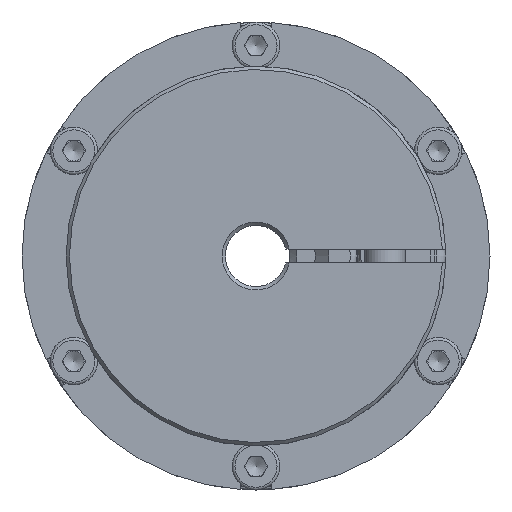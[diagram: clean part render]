
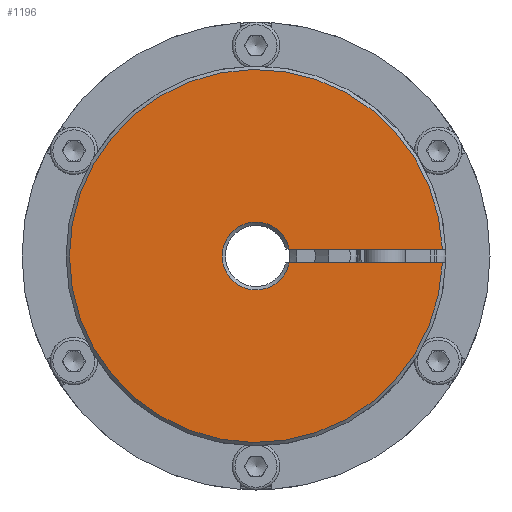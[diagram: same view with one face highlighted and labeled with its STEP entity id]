
A CAD part, left-side view. The second image highlights one B-rep face of the part: STEP entity #1196.
In plain terms, the highlighted planar face has unit normal (-1, 0, 0).
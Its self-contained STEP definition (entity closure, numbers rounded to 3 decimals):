
#1196 = ADVANCED_FACE( '', ( #2624 ), #2625, .T. );
#2624 = FACE_OUTER_BOUND( '', #4175, .T. );
#2625 = PLANE( '', #4176 );
#4175 = EDGE_LOOP( '', ( #7534, #7535, #7536, #7537 ) );
#4176 = AXIS2_PLACEMENT_3D( '', #7538, #7539, #7540 );
#7534 = ORIENTED_EDGE( '', *, *, #9054, .T. );
#7535 = ORIENTED_EDGE( '', *, *, #8849, .T. );
#7536 = ORIENTED_EDGE( '', *, *, #9209, .T. );
#7537 = ORIENTED_EDGE( '', *, *, #9527, .T. );
#7538 = CARTESIAN_POINT( '', ( -53.5, 0., 4. ) );
#7539 = DIRECTION( '', ( -1., 0., 0. ) );
#7540 = DIRECTION( '', ( 0., 0., 1. ) );
#8849 = EDGE_CURVE( '', #10698, #10700, #10702, .F. );
#9054 = EDGE_CURVE( '', #11002, #10698, #11003, .T. );
#9209 = EDGE_CURVE( '', #10700, #11224, #11225, .T. );
#9527 = EDGE_CURVE( '', #11224, #11002, #11610, .T. );
#10698 = VERTEX_POINT( '', #13833 );
#10700 = VERTEX_POINT( '', #13838 );
#10702 = CIRCLE( '', #13843, 5. );
#11002 = VERTEX_POINT( '', #14491 );
#11003 = LINE( '', #14492, #14493 );
#11224 = VERTEX_POINT( '', #14993 );
#11225 = LINE( '', #14994, #14995 );
#11610 = CIRCLE( '', #15847, 27.5 );
#13833 = CARTESIAN_POINT( '', ( -53.5, -4.899, -1. ) );
#13838 = CARTESIAN_POINT( '', ( -53.5, -4.899, 1. ) );
#13843 = AXIS2_PLACEMENT_3D( '', #17048, #17049, #17050 );
#14491 = CARTESIAN_POINT( '', ( -53.5, -27.482, -1. ) );
#14492 = CARTESIAN_POINT( '', ( -53.5, -40.137, -1. ) );
#14493 = VECTOR( '', #17307, 1000. );
#14993 = CARTESIAN_POINT( '', ( -53.5, -27.482, 1. ) );
#14994 = CARTESIAN_POINT( '', ( -53.5, -0.537, 1. ) );
#14995 = VECTOR( '', #17494, 1000. );
#15847 = AXIS2_PLACEMENT_3D( '', #17793, #17794, #17795 );
#17048 = CARTESIAN_POINT( '', ( -53.5, 0., 0. ) );
#17049 = DIRECTION( '', ( -1., 0., 0. ) );
#17050 = DIRECTION( '', ( 0., 0., 1. ) );
#17307 = DIRECTION( '', ( 0., 1., 0. ) );
#17494 = DIRECTION( '', ( 0., -1., 0. ) );
#17793 = CARTESIAN_POINT( '', ( -53.5, 0., 0. ) );
#17794 = DIRECTION( '', ( -1., 0., 0. ) );
#17795 = DIRECTION( '', ( 0., 0., 1. ) );
